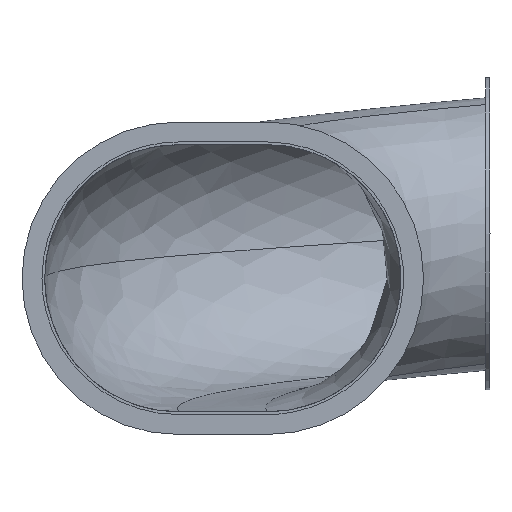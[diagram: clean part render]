
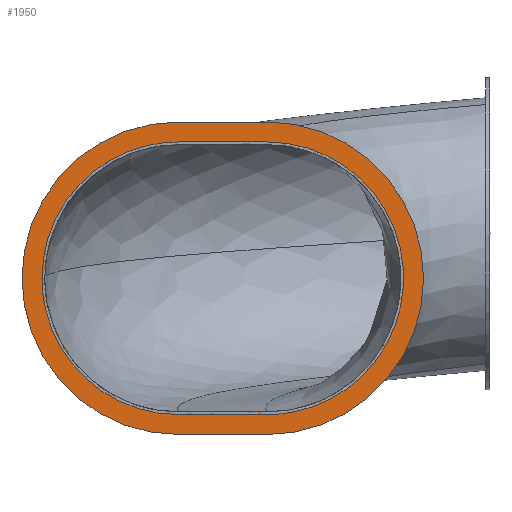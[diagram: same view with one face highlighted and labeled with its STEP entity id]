
A CAD part, left-side view. The second image highlights one B-rep face of the part: STEP entity #1950.
In plain terms, the highlighted planar face has unit normal (-1, 0, 0).
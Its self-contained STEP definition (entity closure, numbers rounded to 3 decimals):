
#1699 = VERTEX_POINT('',#1700);
#1700 = CARTESIAN_POINT('',(5.,255.,175.4));
#1718 = VERTEX_POINT('',#1719);
#1719 = CARTESIAN_POINT('',(5.,255.,-175.4));
#1725 = EDGE_CURVE('',#1699,#1718,#1726,.T.);
#1726 = CIRCLE('',#1727,175.4);
#1727 = AXIS2_PLACEMENT_3D('',#1728,#1729,#1730);
#1728 = CARTESIAN_POINT('',(5.,255.,0.));
#1729 = DIRECTION('',(1.,0.,0.));
#1730 = DIRECTION('',(0.,1.,0.));
#1750 = VERTEX_POINT('',#1751);
#1751 = CARTESIAN_POINT('',(5.,355.,-175.4));
#1757 = EDGE_CURVE('',#1718,#1750,#1758,.T.);
#1758 = LINE('',#1759,#1760);
#1759 = CARTESIAN_POINT('',(5.,255.,-175.4));
#1760 = VECTOR('',#1761,1.);
#1761 = DIRECTION('',(0.,1.,0.));
#1782 = VERTEX_POINT('',#1783);
#1783 = CARTESIAN_POINT('',(5.,355.,175.4));
#1789 = EDGE_CURVE('',#1750,#1782,#1790,.T.);
#1790 = CIRCLE('',#1791,175.4);
#1791 = AXIS2_PLACEMENT_3D('',#1792,#1793,#1794);
#1792 = CARTESIAN_POINT('',(5.,355.,0.));
#1793 = DIRECTION('',(1.,0.,0.));
#1794 = DIRECTION('',(0.,1.,0.));
#1812 = EDGE_CURVE('',#1782,#1699,#1813,.T.);
#1813 = LINE('',#1814,#1815);
#1814 = CARTESIAN_POINT('',(5.,355.,175.4));
#1815 = VECTOR('',#1816,1.);
#1816 = DIRECTION('',(0.,-1.,0.));
#1827 = VERTEX_POINT('',#1828);
#1828 = CARTESIAN_POINT('',(5.,255.,150.));
#1846 = VERTEX_POINT('',#1847);
#1847 = CARTESIAN_POINT('',(5.,255.,-150.));
#1853 = EDGE_CURVE('',#1827,#1846,#1854,.T.);
#1854 = CIRCLE('',#1855,150.);
#1855 = AXIS2_PLACEMENT_3D('',#1856,#1857,#1858);
#1856 = CARTESIAN_POINT('',(5.,255.,0.));
#1857 = DIRECTION('',(1.,0.,0.));
#1858 = DIRECTION('',(0.,1.,0.));
#1878 = VERTEX_POINT('',#1879);
#1879 = CARTESIAN_POINT('',(5.,355.,-150.));
#1885 = EDGE_CURVE('',#1846,#1878,#1886,.T.);
#1886 = LINE('',#1887,#1888);
#1887 = CARTESIAN_POINT('',(5.,255.,-150.));
#1888 = VECTOR('',#1889,1.);
#1889 = DIRECTION('',(0.,1.,0.));
#1910 = VERTEX_POINT('',#1911);
#1911 = CARTESIAN_POINT('',(5.,355.,150.));
#1917 = EDGE_CURVE('',#1878,#1910,#1918,.T.);
#1918 = CIRCLE('',#1919,150.);
#1919 = AXIS2_PLACEMENT_3D('',#1920,#1921,#1922);
#1920 = CARTESIAN_POINT('',(5.,355.,0.));
#1921 = DIRECTION('',(1.,0.,0.));
#1922 = DIRECTION('',(0.,1.,0.));
#1940 = EDGE_CURVE('',#1910,#1827,#1941,.T.);
#1941 = LINE('',#1942,#1943);
#1942 = CARTESIAN_POINT('',(5.,355.,150.));
#1943 = VECTOR('',#1944,1.);
#1944 = DIRECTION('',(0.,-1.,0.));
#1950 = ADVANCED_FACE('',(#1951,#1957),#1963,.F.);
#1951 = FACE_BOUND('',#1952,.F.);
#1952 = EDGE_LOOP('',(#1953,#1954,#1955,#1956));
#1953 = ORIENTED_EDGE('',*,*,#1725,.T.);
#1954 = ORIENTED_EDGE('',*,*,#1757,.T.);
#1955 = ORIENTED_EDGE('',*,*,#1789,.T.);
#1956 = ORIENTED_EDGE('',*,*,#1812,.T.);
#1957 = FACE_BOUND('',#1958,.T.);
#1958 = EDGE_LOOP('',(#1959,#1960,#1961,#1962));
#1959 = ORIENTED_EDGE('',*,*,#1853,.T.);
#1960 = ORIENTED_EDGE('',*,*,#1885,.T.);
#1961 = ORIENTED_EDGE('',*,*,#1917,.T.);
#1962 = ORIENTED_EDGE('',*,*,#1940,.T.);
#1963 = PLANE('',#1964);
#1964 = AXIS2_PLACEMENT_3D('',#1965,#1966,#1967);
#1965 = CARTESIAN_POINT('',(5.,305.,0.));
#1966 = DIRECTION('',(1.,0.,-0.));
#1967 = DIRECTION('',(0.,1.,0.));
